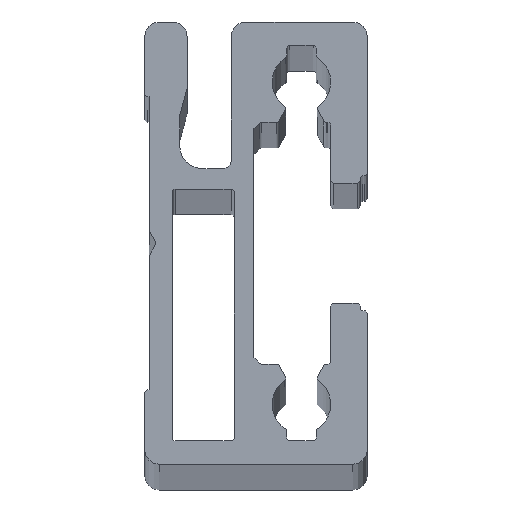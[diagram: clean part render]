
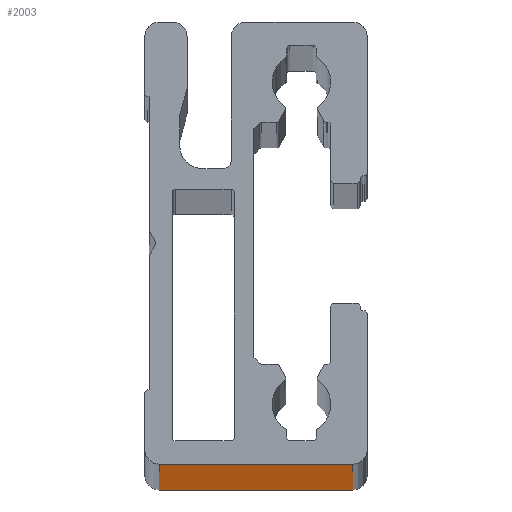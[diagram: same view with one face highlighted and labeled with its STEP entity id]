
A CAD part, top view. The second image highlights one B-rep face of the part: STEP entity #2003.
In plain terms, the highlighted planar face has unit normal (0, -1, 0).
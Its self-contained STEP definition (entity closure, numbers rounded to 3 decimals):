
#55=PLANE('',#2199);
#150=FACE_OUTER_BOUND('',#252,.T.);
#252=EDGE_LOOP('',(#1602,#1603,#1604,#1605));
#432=LINE('',#3350,#626);
#433=LINE('',#3353,#627);
#434=LINE('',#3355,#628);
#435=LINE('',#3356,#629);
#626=VECTOR('',#2745,1000.);
#627=VECTOR('',#2748,13.2);
#628=VECTOR('',#2749,13.2);
#629=VECTOR('',#2750,1000.);
#934=VERTEX_POINT('',#3346);
#935=VERTEX_POINT('',#3348);
#936=VERTEX_POINT('',#3352);
#937=VERTEX_POINT('',#3354);
#1218=EDGE_CURVE('',#934,#935,#432,.T.);
#1219=EDGE_CURVE('',#936,#934,#433,.T.);
#1220=EDGE_CURVE('',#937,#935,#434,.T.);
#1221=EDGE_CURVE('',#936,#937,#435,.T.);
#1602=ORIENTED_EDGE('',*,*,#1219,.T.);
#1603=ORIENTED_EDGE('',*,*,#1218,.T.);
#1604=ORIENTED_EDGE('',*,*,#1220,.F.);
#1605=ORIENTED_EDGE('',*,*,#1221,.F.);
#2003=ADVANCED_FACE('',(#150),#55,.T.);
#2199=AXIS2_PLACEMENT_3D('',#3351,#2746,#2747);
#2745=DIRECTION('',(0.,0.,1.));
#2746=DIRECTION('center_axis',(0.,-1.,0.));
#2747=DIRECTION('ref_axis',(1.,0.,0.));
#2748=DIRECTION('',(1.,0.,0.));
#2749=DIRECTION('',(1.,0.,0.));
#2750=DIRECTION('',(0.,0.,1.));
#3346=CARTESIAN_POINT('',(13.2,0.,0.));
#3348=CARTESIAN_POINT('',(13.2,0.,1000.));
#3350=CARTESIAN_POINT('',(13.2,0.,0.));
#3351=CARTESIAN_POINT('Origin',(0.,0.,0.));
#3352=CARTESIAN_POINT('',(0.,0.,0.));
#3353=CARTESIAN_POINT('',(0.,0.,0.));
#3354=CARTESIAN_POINT('',(0.,0.,1000.));
#3355=CARTESIAN_POINT('',(0.,0.,1000.));
#3356=CARTESIAN_POINT('',(0.,0.,0.));
